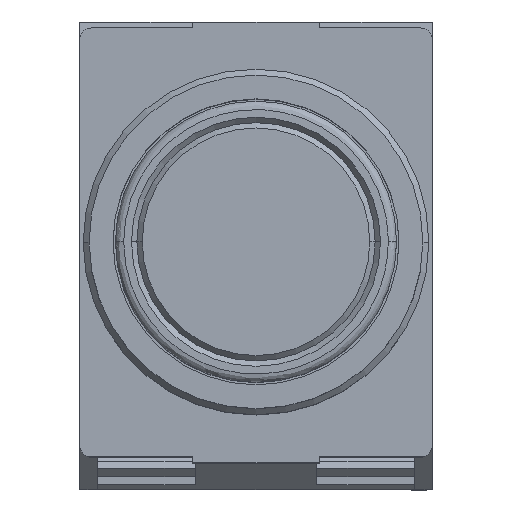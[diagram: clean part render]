
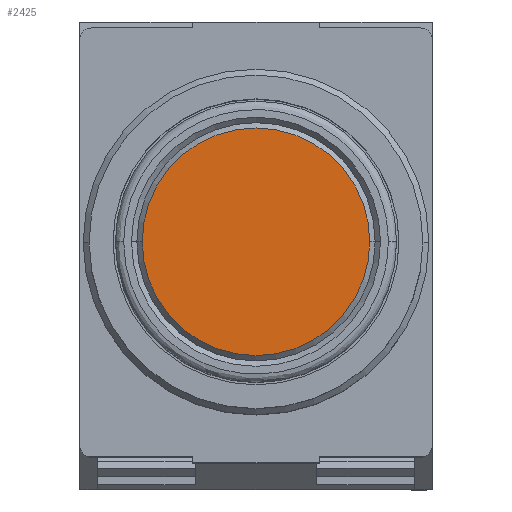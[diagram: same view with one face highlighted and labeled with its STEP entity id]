
A CAD part, top view. The second image highlights one B-rep face of the part: STEP entity #2425.
In plain terms, the highlighted planar face has unit normal (0, 0, 1).
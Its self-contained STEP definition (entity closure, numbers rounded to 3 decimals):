
#429 = FACE_OUTER_BOUND ( 'NONE', #2097, .T. ) ;
#557 = VERTEX_POINT ( 'NONE', #5303 ) ;
#1348 = AXIS2_PLACEMENT_3D ( 'NONE', #6459, #9998, #2073 ) ;
#2073 = DIRECTION ( 'NONE',  ( -1., 0., 0. ) ) ;
#2097 = EDGE_LOOP ( 'NONE', ( #3097, #11127 ) ) ;
#2425 = ADVANCED_FACE ( 'NONE', ( #429 ), #3984, .T. ) ;
#2831 = CARTESIAN_POINT ( 'NONE',  ( 9.55, 0., 0. ) ) ;
#2890 = DIRECTION ( 'NONE',  ( 0., 0., 1. ) ) ;
#3097 = ORIENTED_EDGE ( 'NONE', *, *, #10490, .T. ) ;
#3108 = DIRECTION ( 'NONE',  ( 1., 0., 0. ) ) ;
#3909 = EDGE_CURVE ( 'NONE', #5625, #557, #5837, .T. ) ;
#3984 = PLANE ( 'NONE',  #8048 ) ;
#5303 = CARTESIAN_POINT ( 'NONE',  ( -9.55, 0., 0. ) ) ;
#5625 = VERTEX_POINT ( 'NONE', #2831 ) ;
#5837 = CIRCLE ( 'NONE', #9750, 9.55 ) ;
#6325 = CIRCLE ( 'NONE', #1348, 9.55 ) ;
#6402 = DIRECTION ( 'NONE',  ( -1., 0., 0. ) ) ;
#6459 = CARTESIAN_POINT ( 'NONE',  ( 0., 0., 0. ) ) ;
#7488 = CARTESIAN_POINT ( 'NONE',  ( -9.665, -9.665, 0. ) ) ;
#8048 = AXIS2_PLACEMENT_3D ( 'NONE', #7488, #11027, #3108 ) ;
#9750 = AXIS2_PLACEMENT_3D ( 'NONE', #10811, #2890, #6402 ) ;
#9998 = DIRECTION ( 'NONE',  ( 0., 0., 1. ) ) ;
#10490 = EDGE_CURVE ( 'NONE', #557, #5625, #6325, .T. ) ;
#10811 = CARTESIAN_POINT ( 'NONE',  ( 0., 0., 0. ) ) ;
#11027 = DIRECTION ( 'NONE',  ( 0., 0., 1. ) ) ;
#11127 = ORIENTED_EDGE ( 'NONE', *, *, #3909, .T. ) ;
